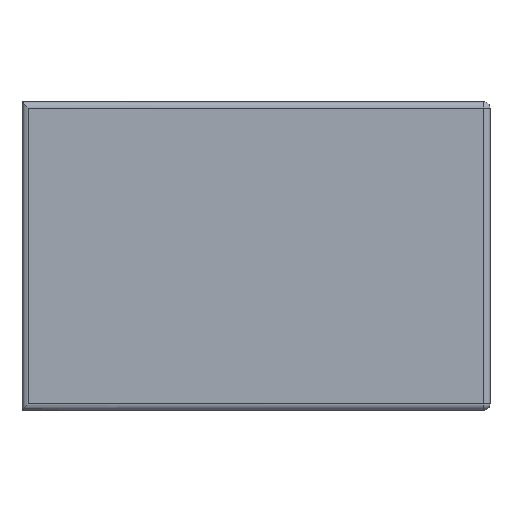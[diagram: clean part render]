
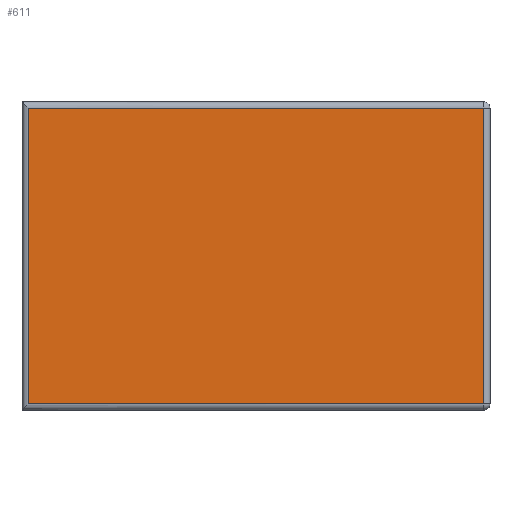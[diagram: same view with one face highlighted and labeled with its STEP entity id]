
A CAD part, top view. The second image highlights one B-rep face of the part: STEP entity #611.
In plain terms, the highlighted planar face has unit normal (0, 0, 1).
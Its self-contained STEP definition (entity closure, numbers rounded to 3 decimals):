
#47=PLANE('',#698);
#75=LINE('',#954,#141);
#79=LINE('',#968,#145);
#80=LINE('',#972,#146);
#83=LINE('',#978,#149);
#141=VECTOR('',#767,10.);
#145=VECTOR('',#785,10.);
#146=VECTOR('',#790,10.);
#149=VECTOR('',#797,10.);
#219=FACE_OUTER_BOUND('',#257,.T.);
#257=EDGE_LOOP('',(#481,#482,#483,#484));
#301=VERTEX_POINT('',#929);
#309=VERTEX_POINT('',#953);
#312=VERTEX_POINT('',#967);
#313=VERTEX_POINT('',#971);
#364=EDGE_CURVE('',#301,#309,#75,.T.);
#371=EDGE_CURVE('',#309,#312,#79,.T.);
#373=EDGE_CURVE('',#312,#313,#80,.T.);
#377=EDGE_CURVE('',#313,#301,#83,.T.);
#481=ORIENTED_EDGE('',*,*,#364,.F.);
#482=ORIENTED_EDGE('',*,*,#377,.F.);
#483=ORIENTED_EDGE('',*,*,#373,.F.);
#484=ORIENTED_EDGE('',*,*,#371,.F.);
#611=ADVANCED_FACE('',(#219),#47,.T.);
#698=AXIS2_PLACEMENT_3D('',#981,#801,#802);
#767=DIRECTION('',(0.,-1.,0.));
#785=DIRECTION('',(-1.,0.,0.));
#790=DIRECTION('',(0.,1.,0.));
#797=DIRECTION('',(1.,0.,0.));
#801=DIRECTION('center_axis',(0.,0.,1.));
#802=DIRECTION('ref_axis',(1.,0.,0.));
#929=CARTESIAN_POINT('',(258.9,-34.623,21.102));
#953=CARTESIAN_POINT('',(258.9,-106.591,21.102));
#954=CARTESIAN_POINT('',(258.9,-89.349,21.102));
#967=CARTESIAN_POINT('',(148.086,-106.591,21.102));
#968=CARTESIAN_POINT('',(175.04,-106.591,21.102));
#971=CARTESIAN_POINT('',(148.086,-34.623,21.102));
#972=CARTESIAN_POINT('',(148.086,-51.865,21.102));
#978=CARTESIAN_POINT('',(231.947,-34.623,21.102));
#981=CARTESIAN_POINT('Origin',(203.493,-70.607,21.102));
